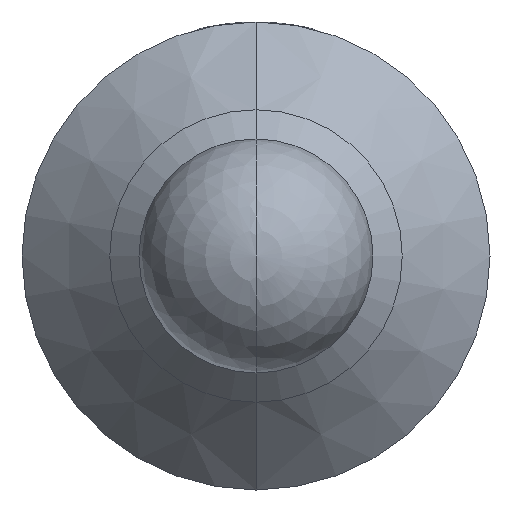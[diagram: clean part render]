
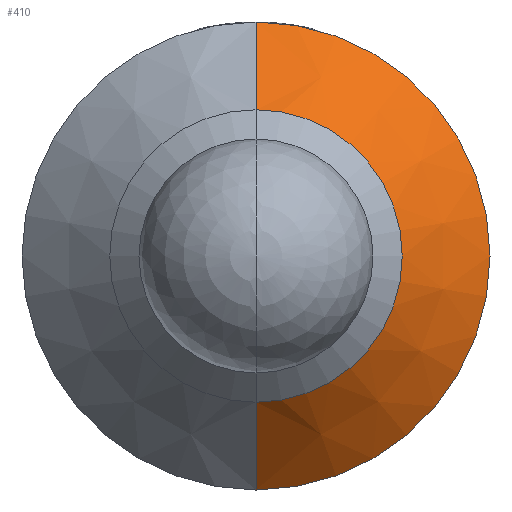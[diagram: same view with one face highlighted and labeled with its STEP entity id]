
A CAD part, front view. The second image highlights one B-rep face of the part: STEP entity #410.
In plain terms, the highlighted conical face has half-angle 45 degrees and reference radius 0.812 mm.
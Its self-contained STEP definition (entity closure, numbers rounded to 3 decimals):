
#2=CARTESIAN_POINT('',(0.,0.375,0.));
#3=DIRECTION('',(0.,-1.,0.));
#4=DIRECTION('',(1.,0.,0.));
#5=AXIS2_PLACEMENT_3D('',#2,#3,#4);
#12=CARTESIAN_POINT('',(0.,0.375,0.));
#13=DIRECTION('',(0.,-1.,0.));
#14=DIRECTION('',(0.,0.,-1.));
#15=AXIS2_PLACEMENT_3D('',#12,#13,#14);
#230=DIRECTION('',(0.,-0.707,-0.707));
#231=VECTOR('',#230,0.53);
#232=CARTESIAN_POINT('',(0.,0.375,1.));
#233=LINE('',#232,#231);
#234=DIRECTION('',(0.,-0.707,0.707));
#235=VECTOR('',#234,0.53);
#236=CARTESIAN_POINT('',(0.,0.375,-1.));
#237=LINE('',#236,#235);
#256=CARTESIAN_POINT('',(0.,0.,0.));
#257=DIRECTION('',(0.,-1.,0.));
#258=DIRECTION('',(0.,0.,-1.));
#259=AXIS2_PLACEMENT_3D('',#256,#257,#258);
#352=CARTESIAN_POINT('',(1.,0.375,0.));
#353=CARTESIAN_POINT('',(0.,0.375,1.));
#354=VERTEX_POINT('',#352);
#355=VERTEX_POINT('',#353);
#358=CARTESIAN_POINT('',(0.,0.,-0.625));
#359=CARTESIAN_POINT('',(0.,0.,0.625));
#360=VERTEX_POINT('',#358);
#361=VERTEX_POINT('',#359);
#362=CARTESIAN_POINT('',(0.,0.375,-1.));
#363=VERTEX_POINT('',#362);
#394=CARTESIAN_POINT('',(0.,0.188,0.));
#395=DIRECTION('',(0.,1.,0.));
#396=DIRECTION('',(0.,0.,-1.));
#397=AXIS2_PLACEMENT_3D('',#394,#395,#396);
#398=CONICAL_SURFACE('',#397,0.813,45.);
#399=ORIENTED_EDGE('',*,*,#381,.F.);
#401=ORIENTED_EDGE('',*,*,#400,.F.);
#403=ORIENTED_EDGE('',*,*,#402,.T.);
#405=ORIENTED_EDGE('',*,*,#404,.T.);
#407=ORIENTED_EDGE('',*,*,#406,.F.);
#408=EDGE_LOOP('',(#399,#401,#403,#405,#407));
#409=FACE_OUTER_BOUND('',#408,.F.);
#410=ADVANCED_FACE('',(#409),#398,.T.);
#6=CIRCLE('',#5,1.);
#16=CIRCLE('',#15,1.);
#260=CIRCLE('',#259,0.625);
#381=EDGE_CURVE('',#354,#355,#6,.T.);
#400=EDGE_CURVE('',#363,#354,#16,.T.);
#402=EDGE_CURVE('',#363,#360,#237,.T.);
#404=EDGE_CURVE('',#360,#361,#260,.T.);
#406=EDGE_CURVE('',#355,#361,#233,.T.);
